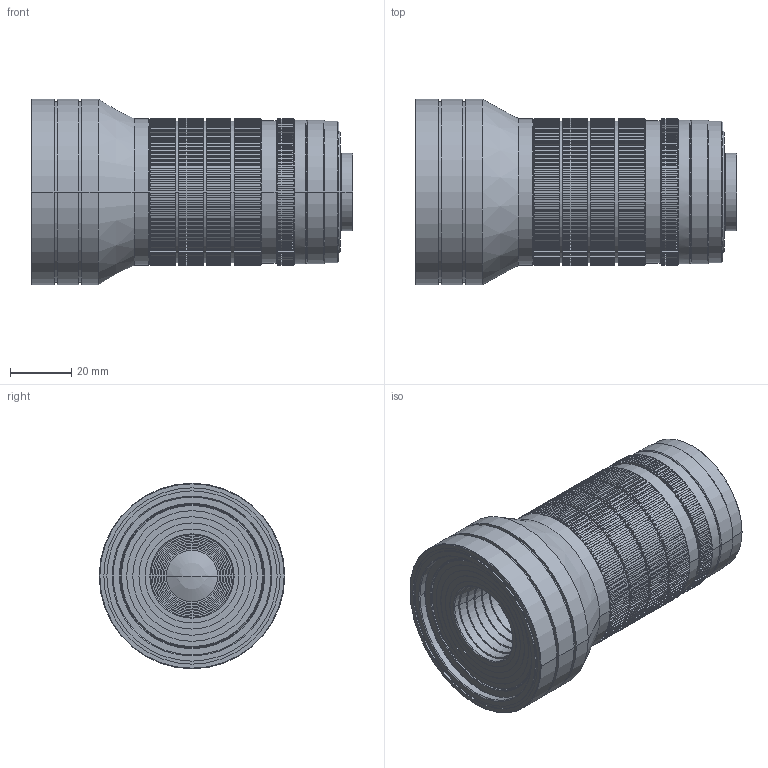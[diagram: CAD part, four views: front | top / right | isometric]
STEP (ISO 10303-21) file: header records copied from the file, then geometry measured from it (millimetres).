
FILE_DESCRIPTION((''),'2;1');
FILE_NAME('BCU5012-10MP','2022-11-14T',('Administrator'),(''),'PRO/ENGINEER BY PARAMETRIC TECHNOLOGY CORPORATION, 2013430','PRO/ENGINEER BY PARAMETRIC TECHNOLOGY CORPORATION, 2013430','');
FILE_SCHEMA(('CONFIG_CONTROL_DESIGN'));
Products named in the file (1): BCU5012-10MP
Bounding box: 104.79 x 60.5 x 60.5 mm (x, y, z)
Volume: 179260.1 mm3; surface area: 33510.7 mm2
Topology: 1 solids, 1 shells, 2699 faces, 7892 edges, 5244 vertices
Faces by surface type: plane 1653, cylinder 606, cone 436, sphere 4
Entity records: 90212 total; most frequent: CARTESIAN_POINT 19055, ORIENTED_EDGE 15776, DIRECTION 13928, EDGE_CURVE 7888, VERTEX_POINT 5244, VECTOR 5042, LINE 5042, AXIS2_PLACEMENT_3D 4443
